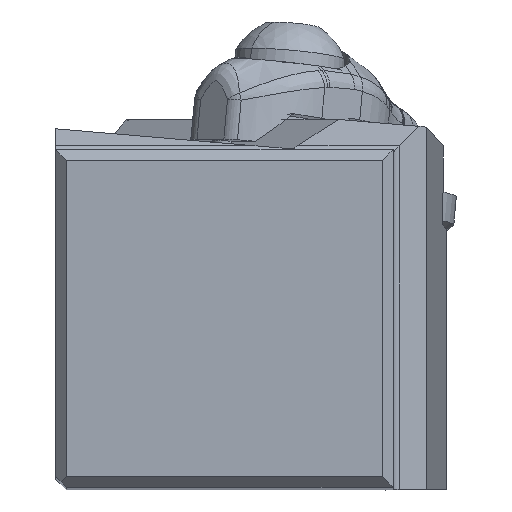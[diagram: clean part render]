
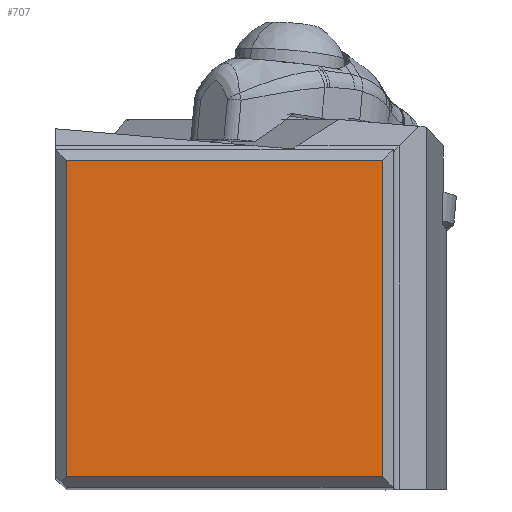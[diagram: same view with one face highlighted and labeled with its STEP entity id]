
A CAD part, top view. The second image highlights one B-rep face of the part: STEP entity #707.
In plain terms, the highlighted planar face has unit normal (0, 0, 1).
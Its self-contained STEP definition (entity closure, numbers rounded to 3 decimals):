
#475=FACE_OUTER_BOUND('',#1057,.T.);
#707=ADVANCED_FACE('',(#475),#941,.T.);
#941=PLANE('',#4539);
#1057=EDGE_LOOP('',(#1718,#1719,#1720,#1721));
#1718=ORIENTED_EDGE('',*,*,#3370,.F.);
#1719=ORIENTED_EDGE('',*,*,#3366,.F.);
#1720=ORIENTED_EDGE('',*,*,#3364,.T.);
#1721=ORIENTED_EDGE('',*,*,#3372,.F.);
#2903=VERTEX_POINT('',#6292);
#2904=VERTEX_POINT('',#6294);
#2905=VERTEX_POINT('',#6298);
#2907=VERTEX_POINT('',#6306);
#3364=EDGE_CURVE('',#2904,#2903,#3985,.T.);
#3366=EDGE_CURVE('',#2904,#2905,#3987,.T.);
#3370=EDGE_CURVE('',#2905,#2907,#3991,.T.);
#3372=EDGE_CURVE('',#2907,#2903,#3993,.T.);
#3985=LINE('',#6293,#4188);
#3987=LINE('',#6297,#4190);
#3991=LINE('',#6305,#4194);
#3993=LINE('',#6309,#4196);
#4188=VECTOR('',#5143,1.);
#4190=VECTOR('',#5147,1.);
#4194=VECTOR('',#5155,1.);
#4196=VECTOR('',#5159,1.);
#4539=AXIS2_PLACEMENT_3D('',#6311,#5162,#5163);
#5143=DIRECTION('',(0.,1.,0.));
#5147=DIRECTION('',(-1.,0.,0.));
#5155=DIRECTION('',(0.,1.,0.));
#5159=DIRECTION('',(1.,0.,0.));
#5162=DIRECTION('',(0.,0.,1.));
#5163=DIRECTION('',(-1.,0.,0.));
#6292=CARTESIAN_POINT('',(30.75,30.75,0.));
#6293=CARTESIAN_POINT('',(30.75,1.,0.));
#6294=CARTESIAN_POINT('',(30.75,1.,0.));
#6297=CARTESIAN_POINT('',(30.75,1.,0.));
#6298=CARTESIAN_POINT('',(1.,1.,0.));
#6305=CARTESIAN_POINT('',(1.,1.,0.));
#6306=CARTESIAN_POINT('',(1.,30.75,0.));
#6309=CARTESIAN_POINT('',(1.,30.75,0.));
#6311=CARTESIAN_POINT('',(15.875,15.875,0.));
